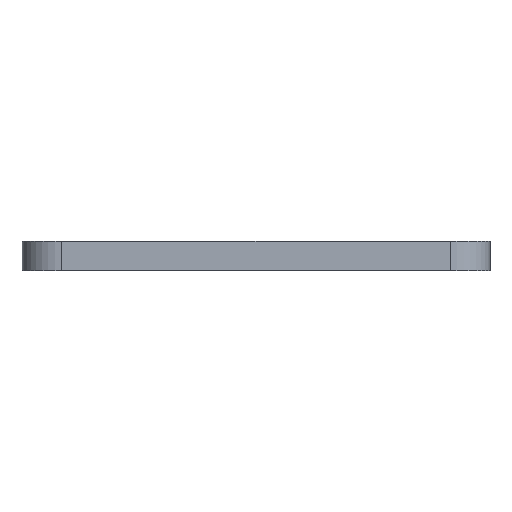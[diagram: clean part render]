
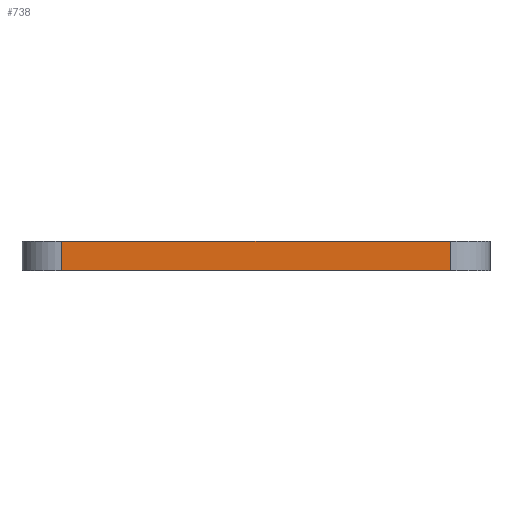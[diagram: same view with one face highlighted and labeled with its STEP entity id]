
A CAD part, left-side view. The second image highlights one B-rep face of the part: STEP entity #738.
In plain terms, the highlighted planar face has unit normal (-1, 0, 0).
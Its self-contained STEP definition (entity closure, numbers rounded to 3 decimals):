
#66 = VERTEX_POINT('',#67);
#67 = CARTESIAN_POINT('',(-23.5,-19.5,0.));
#74 = EDGE_CURVE('',#66,#75,#77,.T.);
#75 = VERTEX_POINT('',#76);
#76 = CARTESIAN_POINT('',(-23.5,19.5,0.));
#77 = LINE('',#78,#79);
#78 = CARTESIAN_POINT('',(-23.5,-23.5,0.));
#79 = VECTOR('',#80,1.);
#80 = DIRECTION('',(0.,1.,0.));
#693 = EDGE_CURVE('',#75,#694,#696,.T.);
#694 = VERTEX_POINT('',#695);
#695 = CARTESIAN_POINT('',(-23.5,19.5,3.));
#696 = LINE('',#697,#698);
#697 = CARTESIAN_POINT('',(-23.5,19.5,0.));
#698 = VECTOR('',#699,1.);
#699 = DIRECTION('',(0.,0.,1.));
#738 = ADVANCED_FACE('',(#739),#757,.T.);
#739 = FACE_BOUND('',#740,.T.);
#740 = EDGE_LOOP('',(#741,#742,#750,#756));
#741 = ORIENTED_EDGE('',*,*,#74,.F.);
#742 = ORIENTED_EDGE('',*,*,#743,.T.);
#743 = EDGE_CURVE('',#66,#744,#746,.T.);
#744 = VERTEX_POINT('',#745);
#745 = CARTESIAN_POINT('',(-23.5,-19.5,3.));
#746 = LINE('',#747,#748);
#747 = CARTESIAN_POINT('',(-23.5,-19.5,0.));
#748 = VECTOR('',#749,1.);
#749 = DIRECTION('',(0.,0.,1.));
#750 = ORIENTED_EDGE('',*,*,#751,.T.);
#751 = EDGE_CURVE('',#744,#694,#752,.T.);
#752 = LINE('',#753,#754);
#753 = CARTESIAN_POINT('',(-23.5,-23.5,3.));
#754 = VECTOR('',#755,1.);
#755 = DIRECTION('',(0.,1.,0.));
#756 = ORIENTED_EDGE('',*,*,#693,.F.);
#757 = PLANE('',#758);
#758 = AXIS2_PLACEMENT_3D('',#759,#760,#761);
#759 = CARTESIAN_POINT('',(-23.5,-23.5,0.));
#760 = DIRECTION('',(-1.,0.,0.));
#761 = DIRECTION('',(0.,1.,0.));
